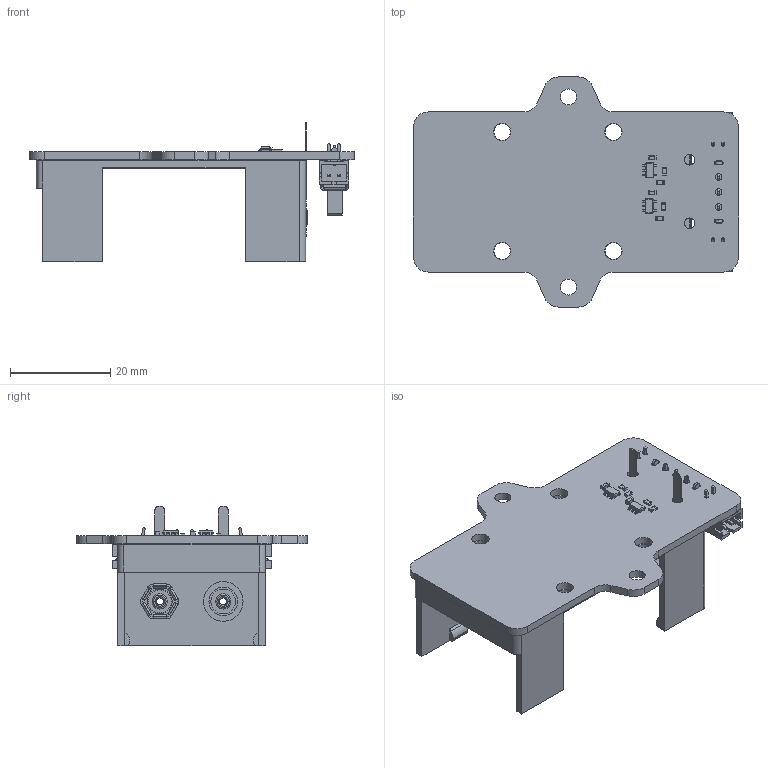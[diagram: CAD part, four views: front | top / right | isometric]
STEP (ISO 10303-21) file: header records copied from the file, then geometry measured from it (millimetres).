
FILE_DESCRIPTION(('KiCad electronic assembly'),'2;1');
FILE_NAME('battery_manager_v1.step','2024-11-11T09:30:14',('Pcbnew'),( 'Kicad'),'Open CASCADE STEP processor 7.7','KiCad to STEP converter' ,'Unknown');
FILE_SCHEMA(('AUTOMOTIVE_DESIGN { 1 0 10303 214 1 1 1 1 }'));
Length unit declared in the file: millimetre
Products named in the file (14): battery_manager_v1 1; TSOT-23-5; TSOT_23_5; C_0603_1608Metric; R_0603_1608Metric; 1294; JST_PH_S2B-PH-K_1x02_P2.00mm_Horizontal; JST_S2B_PH_K; SW-TH_SS-12F44-G5; battery_manager_v1_PCB
Assembly tree (19 placements, depth 3):
  battery_manager_v1 1
    TSOT-23-5  x2
      TSOT_23_5
    C_0603_1608Metric  x2
      C_0603_1608Metric
    R_0603_1608Metric  x4
      R_0603_1608Metric
    1294
      1294
    JST_PH_S2B-PH-K_1x02_P2.00mm_Horizontal  x2
      JST_S2B_PH_K
    SW-TH_SS-12F44-G5
      SW-TH_SS-12F44-G5
    battery_manager_v1_PCB
Bounding box: 65 x 46 x 27.94 mm (x, y, z)
Volume: 8605.2 mm3; surface area: 13686.1 mm2
Topology: 16 solids, 16 shells, 1354 faces, 3664 edges, 2380 vertices
Faces by surface type: plane 872, cylinder 301, bspline 156, torus 25
Full cylindrical faces by diameter (mm): 0.75 x4, 1.3 x3, 2.11 x2, 3.2 x2, 3.45 x4
Entity records: 38365 total; most frequent: CARTESIAN_POINT 7333, ORIENTED_EDGE 5598, DIRECTION 4890, EDGE_CURVE 2799, LINE 2008, VECTOR 2008, VERTEX_POINT 1826, AXIS2_PLACEMENT_3D 1441
